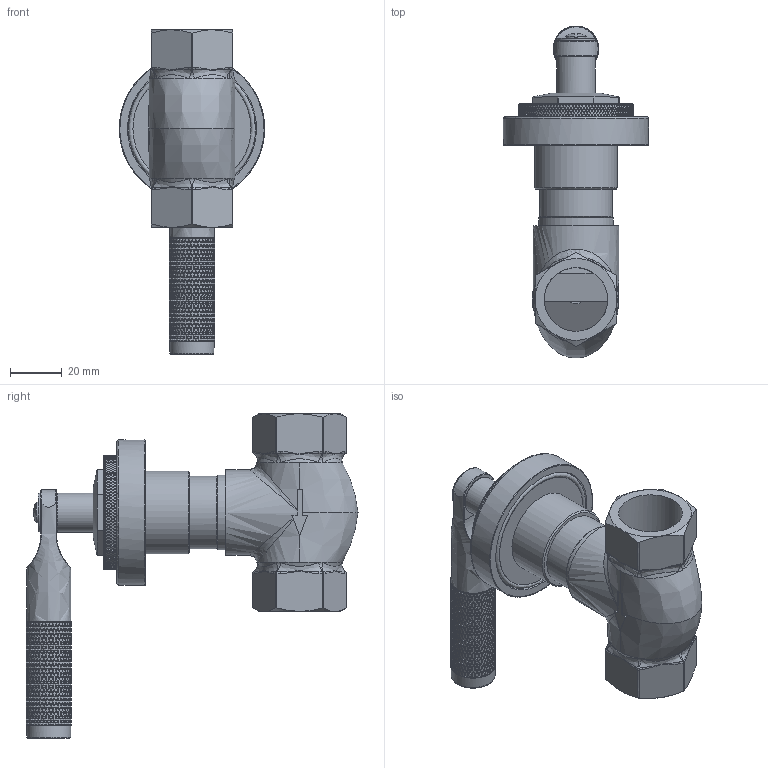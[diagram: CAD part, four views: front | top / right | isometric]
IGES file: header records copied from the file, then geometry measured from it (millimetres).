
Global section: file name: V707-TLK; native system: Autodesk Inventor 2018; preprocessor: unknown; author: adaniels; date: 20171003.111638; units: millimetre
Bounding box: 55.96 x 127.91 x 125.1 mm (x, y, z)
Volume: 111393.9 mm3; surface area: 73942.4 mm2
Topology: 27 solids, 27 shells, 9952 faces, 21584 edges, 11731 vertices
Faces by surface type: bspline 9952
